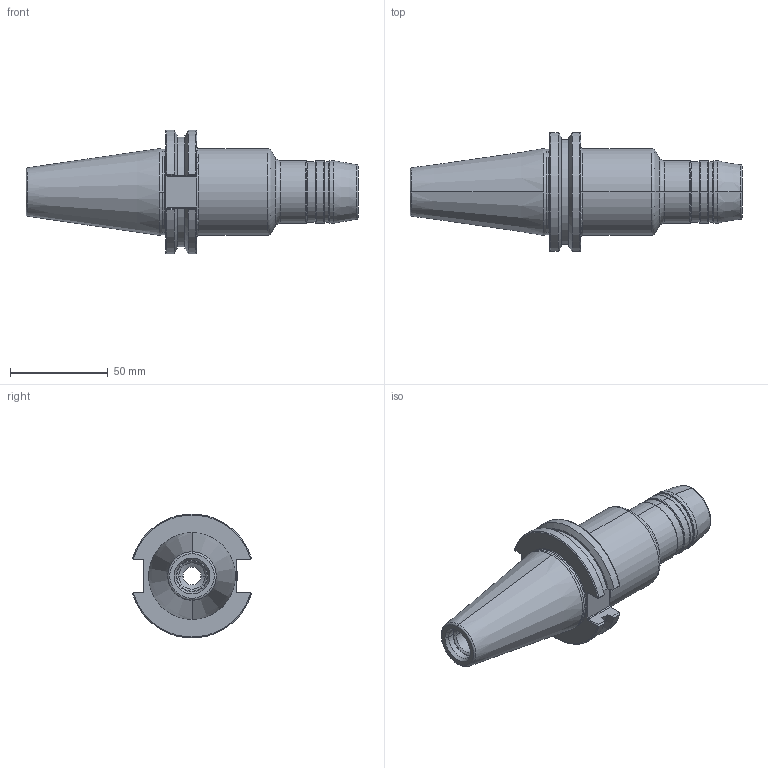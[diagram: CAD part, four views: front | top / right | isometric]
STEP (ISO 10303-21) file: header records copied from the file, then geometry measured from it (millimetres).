
FILE_DESCRIPTION((''),'2;1');
FILE_NAME('CAT40ADB-SHANK','2020-02-26T10:50:54',('eos'),(''),'CREO PARAMETRIC BY PTC INC, 2018500','CREO PARAMETRIC BY PTC INC, 2018500','');
FILE_SCHEMA(('CONFIG_CONTROL_DESIGN'));
Length unit declared in the file: millimetre
Products named in the file (1): CAT40ADB-SHANK
Bounding box: 169.88 x 60.84 x 63.27 mm (x, y, z)
Volume: 189400.3 mm3; surface area: 34159.2 mm2
Topology: 1 solids, 3 shells, 138 faces, 326 edges, 195 vertices
Faces by surface type: plane 36, cylinder 36, torus 34, cone 28, bspline 4
Entity records: 4101 total; most frequent: CARTESIAN_POINT 858, DIRECTION 714, ORIENTED_EDGE 640, EDGE_CURVE 324, AXIS2_PLACEMENT_3D 291, VERTEX_POINT 195, CIRCLE 156, EDGE_LOOP 147
